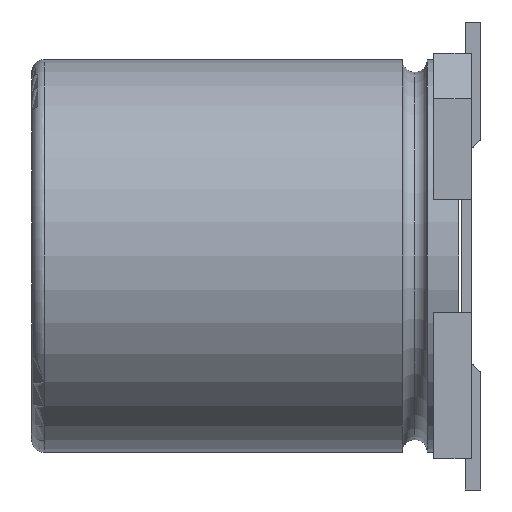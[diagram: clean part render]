
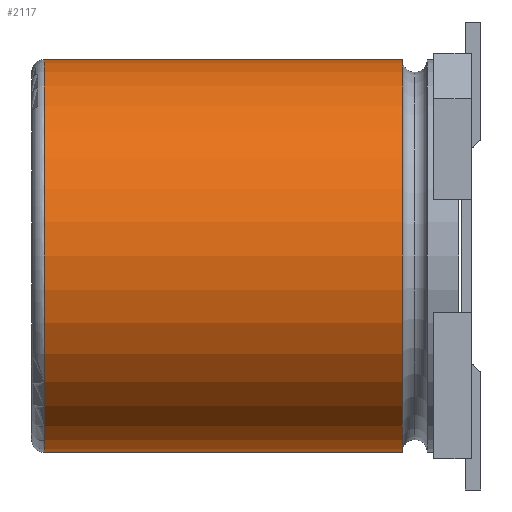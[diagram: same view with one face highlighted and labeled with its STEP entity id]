
A CAD part, left-side view. The second image highlights one B-rep face of the part: STEP entity #2117.
In plain terms, the highlighted cylindrical face has radius 6.25 mm (diameter 12.5 mm), a partial arc.
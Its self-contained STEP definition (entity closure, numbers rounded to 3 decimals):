
#4 = ORIENTED_EDGE ( 'NONE', *, *, #438, .T. ) ;
#118 = DIRECTION ( 'NONE',  ( 0., 1., 0. ) ) ;
#253 = CARTESIAN_POINT ( 'NONE',  ( 0., 22.223, 6.25 ) ) ;
#258 = AXIS2_PLACEMENT_3D ( 'NONE', #439, #1764, #1334 ) ;
#303 = CARTESIAN_POINT ( 'NONE',  ( 0., 13.6, 0. ) ) ;
#351 = CYLINDRICAL_SURFACE ( 'NONE', #258, 6.25 ) ;
#390 = AXIS2_PLACEMENT_3D ( 'NONE', #1838, #2800, #735 ) ;
#438 = EDGE_CURVE ( 'NONE', #1344, #1432, #1864, .T. ) ;
#439 = CARTESIAN_POINT ( 'NONE',  ( 0., 22.223, 0. ) ) ;
#441 = CARTESIAN_POINT ( 'NONE',  ( 0., 2.2, 6.25 ) ) ;
#449 = EDGE_CURVE ( 'NONE', #1873, #1344, #1970, .T. ) ;
#532 = ORIENTED_EDGE ( 'NONE', *, *, #2320, .F. ) ;
#547 = DIRECTION ( 'NONE',  ( 0., 0., 1. ) ) ;
#735 = DIRECTION ( 'NONE',  ( 0., 0., 1. ) ) ;
#1016 = DIRECTION ( 'NONE',  ( 0., 1., 0. ) ) ;
#1075 = FACE_OUTER_BOUND ( 'NONE', #2507, .T. ) ;
#1172 = CARTESIAN_POINT ( 'NONE',  ( 0., 13.6, -6.25 ) ) ;
#1283 = VERTEX_POINT ( 'NONE', #1172 ) ;
#1334 = DIRECTION ( 'NONE',  ( 0., 0., 1. ) ) ;
#1344 = VERTEX_POINT ( 'NONE', #441 ) ;
#1432 = VERTEX_POINT ( 'NONE', #2861 ) ;
#1498 = EDGE_CURVE ( 'NONE', #1283, #1432, #2575, .T. ) ;
#1571 = ORIENTED_EDGE ( 'NONE', *, *, #1498, .F. ) ;
#1604 = CARTESIAN_POINT ( 'NONE',  ( 0., 2.2, -6.25 ) ) ;
#1649 = AXIS2_PLACEMENT_3D ( 'NONE', #303, #1016, #547 ) ;
#1764 = DIRECTION ( 'NONE',  ( 0., 1., 0. ) ) ;
#1838 = CARTESIAN_POINT ( 'NONE',  ( 0., 2.2, 0. ) ) ;
#1864 = LINE ( 'NONE', #253, #2757 ) ;
#1873 = VERTEX_POINT ( 'NONE', #1604 ) ;
#1970 = CIRCLE ( 'NONE', #390, 6.25 ) ;
#2117 = ADVANCED_FACE ( 'NONE', ( #1075 ), #351, .T. ) ;
#2320 = EDGE_CURVE ( 'NONE', #1873, #1283, #2892, .T. ) ;
#2507 = EDGE_LOOP ( 'NONE', ( #532, #2632, #4, #1571 ) ) ;
#2575 = CIRCLE ( 'NONE', #1649, 6.25 ) ;
#2632 = ORIENTED_EDGE ( 'NONE', *, *, #449, .T. ) ;
#2654 = CARTESIAN_POINT ( 'NONE',  ( 0., 22.223, -6.25 ) ) ;
#2757 = VECTOR ( 'NONE', #2997, 1000. ) ;
#2800 = DIRECTION ( 'NONE',  ( 0., 1., 0. ) ) ;
#2861 = CARTESIAN_POINT ( 'NONE',  ( 0., 13.6, 6.25 ) ) ;
#2892 = LINE ( 'NONE', #2654, #2970 ) ;
#2970 = VECTOR ( 'NONE', #118, 1000. ) ;
#2997 = DIRECTION ( 'NONE',  ( 0., 1., 0. ) ) ;
